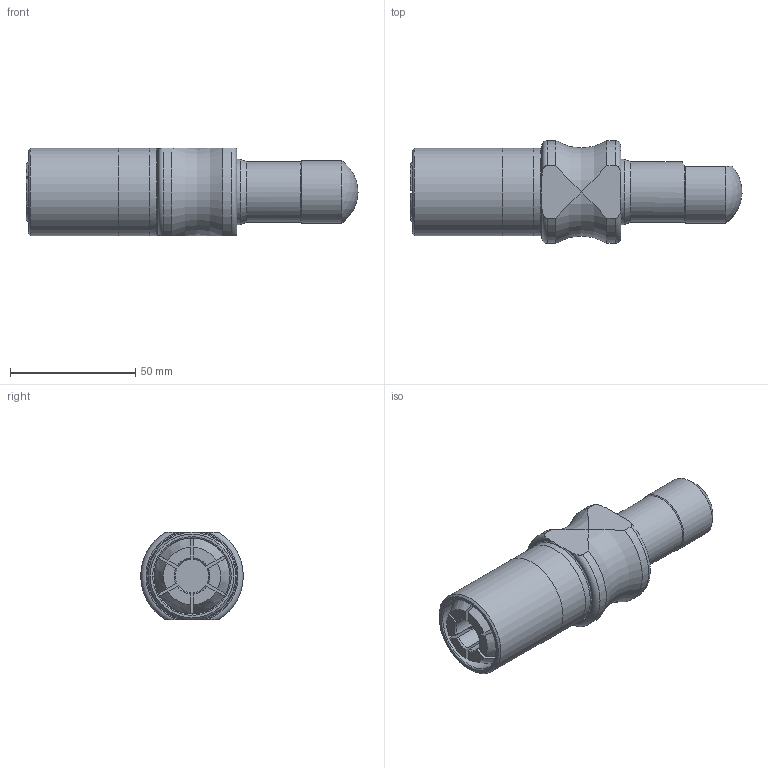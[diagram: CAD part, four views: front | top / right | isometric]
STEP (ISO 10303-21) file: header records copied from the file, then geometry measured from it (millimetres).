
FILE_DESCRIPTION(/* description */ (''),/* implementation_level */ '2;1');
FILE_NAME(/* name */ 'ZF4 CAD Model.stp',/* time_stamp */ '2015-08-21T17:36:44-05:00',/* author */ ('scottg'),/* organization */ ('FasTest,Inc.'),/* preprocessor_version */ 'ST-DEVELOPER v15.2',/* originating_system */ 'Autodesk Inventor 2014',/* authorisation */ '');
FILE_SCHEMA (('AUTOMOTIVE_DESIGN { 1 0 10303 214 3 1 1 }'));
Length unit declared in the file: inch
Products named in the file (1): ZF4 CAD Model
Bounding box: 132.55 x 40.89 x 35.05 mm (x, y, z)
Volume: 101702.7 mm3; surface area: 17622.8 mm2
Topology: 1 solids, 1 shells, 82 faces, 220 edges, 144 vertices
Faces by surface type: plane 31, cylinder 24, cone 18, torus 8, sphere 1
Full cylindrical faces by diameter (mm): 10.719 x1, 24.13 x1, 26.086 x1, 30.378 x1, 34.925 x3
Entity records: 2617 total; most frequent: CARTESIAN_POINT 631, ORIENTED_EDGE 396, DIRECTION 385, EDGE_CURVE 198, AXIS2_PLACEMENT_3D 160, VERTEX_POINT 136, EDGE_LOOP 100, ADVANCED_FACE 82
